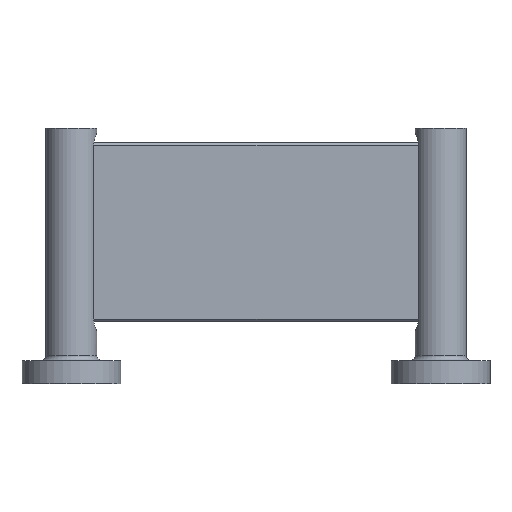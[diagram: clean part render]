
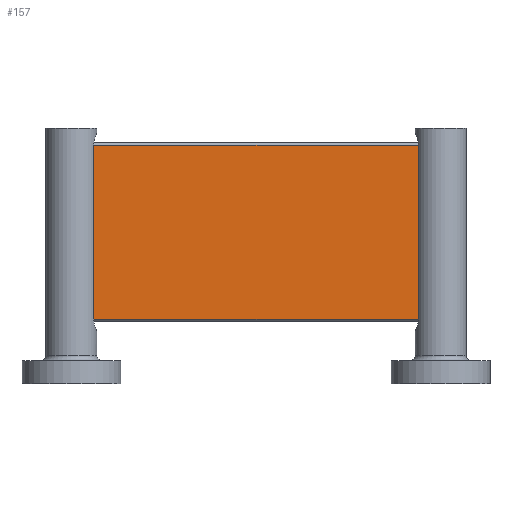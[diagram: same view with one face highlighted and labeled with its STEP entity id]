
A CAD part, front view. The second image highlights one B-rep face of the part: STEP entity #157.
In plain terms, the highlighted planar face has unit normal (0, -1, 0).
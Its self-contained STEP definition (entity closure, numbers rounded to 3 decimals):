
#129 = EDGE_CURVE ( 'NONE', #2672, #3820, #1657, .T. ) ;
#157 = ADVANCED_FACE ( 'NONE', ( #3994 ), #2946, .T. ) ;
#283 = DIRECTION ( 'NONE',  ( 0., 0., -1. ) ) ;
#391 = CARTESIAN_POINT ( 'NONE',  ( 5., -4.9, 102.75 ) ) ;
#562 = DIRECTION ( 'NONE',  ( -1., 0., 0. ) ) ;
#610 = EDGE_LOOP ( 'NONE', ( #2320, #1853, #1024, #4188 ) ) ;
#710 = CARTESIAN_POINT ( 'NONE',  ( 154., -4.9, 102.75 ) ) ;
#855 = CARTESIAN_POINT ( 'NONE',  ( 5., -4.9, 27.75 ) ) ;
#1008 = CARTESIAN_POINT ( 'NONE',  ( 4.5, -4.9, 102.75 ) ) ;
#1024 = ORIENTED_EDGE ( 'NONE', *, *, #3141, .T. ) ;
#1288 = LINE ( 'NONE', #710, #2917 ) ;
#1465 = CARTESIAN_POINT ( 'NONE',  ( 79.5, -4.9, 65.25 ) ) ;
#1541 = VERTEX_POINT ( 'NONE', #2144 ) ;
#1589 = LINE ( 'NONE', #3224, #4153 ) ;
#1657 = LINE ( 'NONE', #2646, #2653 ) ;
#1853 = ORIENTED_EDGE ( 'NONE', *, *, #2282, .T. ) ;
#2144 = CARTESIAN_POINT ( 'NONE',  ( 154., -4.9, 102.75 ) ) ;
#2282 = EDGE_CURVE ( 'NONE', #3820, #1541, #1288, .T. ) ;
#2316 = AXIS2_PLACEMENT_3D ( 'NONE', #1465, #3414, #2803 ) ;
#2320 = ORIENTED_EDGE ( 'NONE', *, *, #129, .T. ) ;
#2351 = DIRECTION ( 'NONE',  ( 0., 0., 1. ) ) ;
#2617 = CARTESIAN_POINT ( 'NONE',  ( 154., -4.9, 27.75 ) ) ;
#2646 = CARTESIAN_POINT ( 'NONE',  ( 154.5, -4.9, 27.75 ) ) ;
#2653 = VECTOR ( 'NONE', #4236, 1000. ) ;
#2672 = VERTEX_POINT ( 'NONE', #855 ) ;
#2803 = DIRECTION ( 'NONE',  ( 0., 0., -1. ) ) ;
#2917 = VECTOR ( 'NONE', #2351, 1000. ) ;
#2946 = PLANE ( 'NONE',  #2316 ) ;
#2955 = EDGE_CURVE ( 'NONE', #2972, #2672, #1589, .T. ) ;
#2972 = VERTEX_POINT ( 'NONE', #391 ) ;
#3141 = EDGE_CURVE ( 'NONE', #1541, #2972, #4156, .T. ) ;
#3224 = CARTESIAN_POINT ( 'NONE',  ( 5., -4.9, 27.75 ) ) ;
#3414 = DIRECTION ( 'NONE',  ( 0., -1., 0. ) ) ;
#3669 = VECTOR ( 'NONE', #562, 1000. ) ;
#3820 = VERTEX_POINT ( 'NONE', #2617 ) ;
#3994 = FACE_OUTER_BOUND ( 'NONE', #610, .T. ) ;
#4153 = VECTOR ( 'NONE', #283, 1000. ) ;
#4156 = LINE ( 'NONE', #1008, #3669 ) ;
#4188 = ORIENTED_EDGE ( 'NONE', *, *, #2955, .T. ) ;
#4236 = DIRECTION ( 'NONE',  ( 1., 0., 0. ) ) ;
